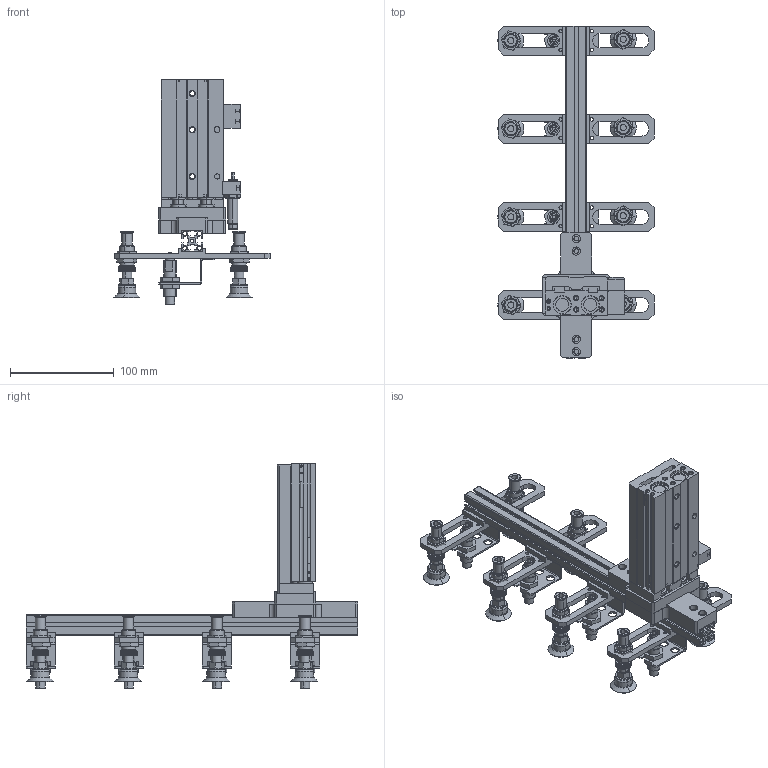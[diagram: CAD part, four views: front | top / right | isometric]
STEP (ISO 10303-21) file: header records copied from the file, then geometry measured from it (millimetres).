
FILE_DESCRIPTION (( 'STEP AP214' ), '1' );
FILE_NAME ('vacuum gripper.STEP', '2018-09-18T08:41:16', ( '' ), ( '' ), 'SwSTEP 2.0', 'SolidWorks 2018', '' );
FILE_SCHEMA (( 'AUTOMOTIVE_DESIGN' ));
Length unit declared in the file: millimetre
Products named in the file (22): M09701-05-024-A; HLQ16X50-S-BS-0-H-2-body_HI; VPC25RN6J_MVFTN25-4; VPC25RN6J_MVFTN25-6; MVFTN25_NUT_NUT3; vacuum gripper; HLQ16X50-S-BS-0-rod_HI; VPFT253; VPC25RN6J_MVFTN25-5; VPC25RN6J_MVFTN25-3; M09701-05-011-A; MVFTN253; HLQ16X50SBS(0)+(DS1-H-2)_HI; M09701-05-021-B; VPC25RN6J_MVFTN25; E2B-M12KN05-WP-C1; M09701-05-015-A_??è?[°′?ó1¤]_¨?1?è]§?1?¨¨]_ì?1?_§_§]; M09701-05-013-A_; VPC25RN6J_MVFTN25-7; VPC25RN6J_MVFTN25-2; VPC25RN6J_MVFTN25-1; DS1-H_HI
Assembly tree (60 placements, depth 3):
  vacuum gripper
    HLQ16X50SBS(0)+(DS1-H-2)_HI
      HLQ16X50-S-BS-0-H-2-body_HI
      HLQ16X50-S-BS-0-rod_HI
      DS1-H_HI  x2
    VPC25RN6J_MVFTN25
      MVFTN253
      VPFT253
      MVFTN25_NUT_NUT3  x2
    VPC25RN6J_MVFTN25-1
      MVFTN253
      VPFT253
      MVFTN25_NUT_NUT3  x2
    VPC25RN6J_MVFTN25-2
      MVFTN253
      VPFT253
      MVFTN25_NUT_NUT3  x2
    VPC25RN6J_MVFTN25-3
      MVFTN253
      VPFT253
      MVFTN25_NUT_NUT3  x2
    VPC25RN6J_MVFTN25-4
      MVFTN253
      VPFT253
      MVFTN25_NUT_NUT3  x2
    VPC25RN6J_MVFTN25-5
      MVFTN253
      VPFT253
      MVFTN25_NUT_NUT3  x2
    VPC25RN6J_MVFTN25-6
      MVFTN253
      VPFT253
      MVFTN25_NUT_NUT3  x2
    VPC25RN6J_MVFTN25-7
      MVFTN253
      VPFT253
      MVFTN25_NUT_NUT3  x2
    M09701-05-011-A
    M09701-05-013-A_  x4
    M09701-05-015-A_??è?[°′?ó1¤]_¨?1?è]§?1?¨¨]_ì?1?_§_§]
    M09701-05-021-B  x4
    M09701-05-024-A
    E2B-M12KN05-WP-C1  x4
Bounding box: 150.46 x 320 x 216 mm (x, y, z)
Volume: 531821.1 mm3; surface area: 292816.6 mm2
Topology: 51 solids, 56 shells, 3285 faces, 8302 edges, 5301 vertices
Faces by surface type: plane 1907, cylinder 716, cone 602, bspline 60
Entity records: 36544 total; most frequent: CARTESIAN_POINT 7408, DIRECTION 5842, ORIENTED_EDGE 5698, EDGE_CURVE 2849, AXIS2_PLACEMENT_3D 2141, VERTEX_POINT 1837, VECTOR 1560, LINE 1560
